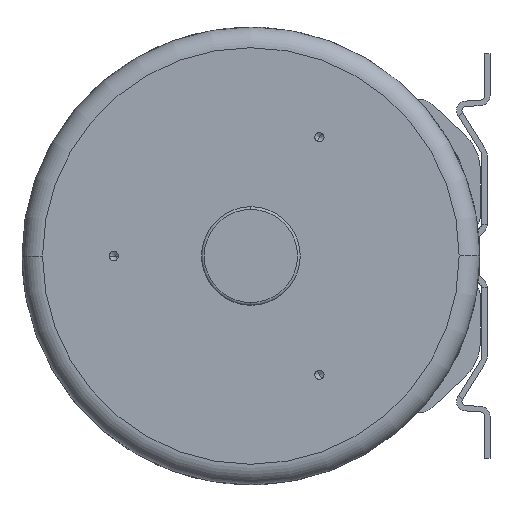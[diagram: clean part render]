
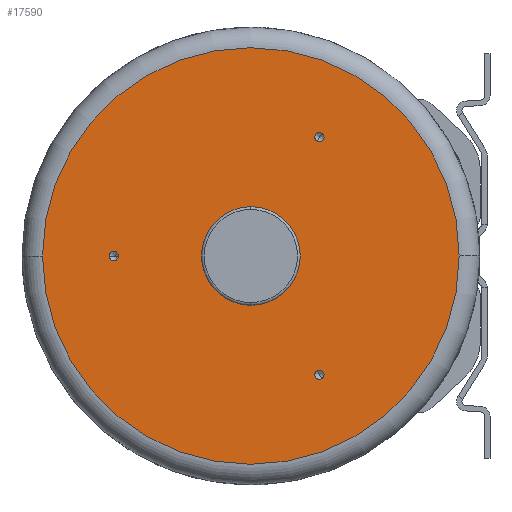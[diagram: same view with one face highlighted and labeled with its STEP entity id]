
A CAD part, left-side view. The second image highlights one B-rep face of the part: STEP entity #17590.
In plain terms, the highlighted planar face has unit normal (-1, 0, 0).
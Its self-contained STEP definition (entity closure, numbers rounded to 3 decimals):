
#6282=CARTESIAN_POINT('',(-97.,0.,0.));
#6283=DIRECTION('',(-1.,0.,0.));
#6284=DIRECTION('',(0.,0.,1.));
#6285=AXIS2_PLACEMENT_3D('',#6282,#6283,#6284);
#6287=CARTESIAN_POINT('',(-97.,0.,0.));
#6288=DIRECTION('',(-1.,0.,0.));
#6289=DIRECTION('',(0.,0.,-1.));
#6290=AXIS2_PLACEMENT_3D('',#6287,#6288,#6289);
#6292=CARTESIAN_POINT('',(-97.,100.,0.));
#6293=DIRECTION('',(-1.,0.,0.));
#6294=DIRECTION('',(0.,1.,0.));
#6295=AXIS2_PLACEMENT_3D('',#6292,#6293,#6294);
#6297=CARTESIAN_POINT('',(-97.,100.,0.));
#6298=DIRECTION('',(-1.,0.,0.));
#6299=DIRECTION('',(0.,-1.,0.));
#6300=AXIS2_PLACEMENT_3D('',#6297,#6298,#6299);
#6302=CARTESIAN_POINT('',(-97.,-50.,86.603));
#6303=DIRECTION('',(-1.,0.,0.));
#6304=DIRECTION('',(0.,-0.5,0.866));
#6305=AXIS2_PLACEMENT_3D('',#6302,#6303,#6304);
#6307=CARTESIAN_POINT('',(-97.,-50.,86.603));
#6308=DIRECTION('',(-1.,0.,0.));
#6309=DIRECTION('',(0.,0.5,-0.866));
#6310=AXIS2_PLACEMENT_3D('',#6307,#6308,#6309);
#6312=CARTESIAN_POINT('',(-97.,-50.,-86.603));
#6313=DIRECTION('',(-1.,0.,0.));
#6314=DIRECTION('',(0.,-0.5,-0.866));
#6315=AXIS2_PLACEMENT_3D('',#6312,#6313,#6314);
#6317=CARTESIAN_POINT('',(-97.,-50.,-86.603));
#6318=DIRECTION('',(-1.,0.,0.));
#6319=DIRECTION('',(0.,0.5,0.866));
#6320=AXIS2_PLACEMENT_3D('',#6317,#6318,#6319);
#6322=CARTESIAN_POINT('',(-97.,0.,0.));
#6323=DIRECTION('',(-1.,0.,0.));
#6324=DIRECTION('',(0.,1.,0.));
#6325=AXIS2_PLACEMENT_3D('',#6322,#6323,#6324);
#6327=CARTESIAN_POINT('',(-97.,0.,0.));
#6328=DIRECTION('',(-1.,0.,0.));
#6329=DIRECTION('',(0.,-1.,0.));
#6330=AXIS2_PLACEMENT_3D('',#6327,#6328,#6329);
#8081=CARTESIAN_POINT('',(-97.,103.4,0.));
#8082=CARTESIAN_POINT('',(-97.,96.6,0.));
#8083=VERTEX_POINT('',#8081);
#8084=VERTEX_POINT('',#8082);
#8091=CARTESIAN_POINT('',(-97.,-51.7,89.547));
#8092=CARTESIAN_POINT('',(-97.,-48.3,83.658));
#8093=VERTEX_POINT('',#8091);
#8094=VERTEX_POINT('',#8092);
#8101=CARTESIAN_POINT('',(-97.,-51.7,-89.547));
#8102=CARTESIAN_POINT('',(-97.,-48.3,-83.658));
#8103=VERTEX_POINT('',#8101);
#8104=VERTEX_POINT('',#8102);
#8125=CARTESIAN_POINT('',(-97.,0.,36.));
#8126=CARTESIAN_POINT('',(-97.,0.,-36.));
#8127=VERTEX_POINT('',#8125);
#8128=VERTEX_POINT('',#8126);
#8633=CARTESIAN_POINT('',(-97.,152.,0.));
#8634=CARTESIAN_POINT('',(-97.,-152.,0.));
#8635=VERTEX_POINT('',#8633);
#8636=VERTEX_POINT('',#8634);
#17556=CARTESIAN_POINT('',(-97.,0.,0.));
#17557=DIRECTION('',(1.,0.,0.));
#17558=DIRECTION('',(0.,-1.,0.));
#17559=AXIS2_PLACEMENT_3D('',#17556,#17557,#17558);
#17560=PLANE('',#17559);
#17562=ORIENTED_EDGE('',*,*,#17561,.F.);
#17563=ORIENTED_EDGE('',*,*,#17546,.F.);
#17564=EDGE_LOOP('',(#17562,#17563));
#17565=FACE_OUTER_BOUND('',#17564,.F.);
#17567=ORIENTED_EDGE('',*,*,#17566,.T.);
#17569=ORIENTED_EDGE('',*,*,#17568,.T.);
#17570=EDGE_LOOP('',(#17567,#17569));
#17571=FACE_BOUND('',#17570,.F.);
#17573=ORIENTED_EDGE('',*,*,#17572,.T.);
#17575=ORIENTED_EDGE('',*,*,#17574,.T.);
#17576=EDGE_LOOP('',(#17573,#17575));
#17577=FACE_BOUND('',#17576,.F.);
#17579=ORIENTED_EDGE('',*,*,#17578,.T.);
#17581=ORIENTED_EDGE('',*,*,#17580,.T.);
#17582=EDGE_LOOP('',(#17579,#17581));
#17583=FACE_BOUND('',#17582,.F.);
#17585=ORIENTED_EDGE('',*,*,#17584,.T.);
#17587=ORIENTED_EDGE('',*,*,#17586,.T.);
#17588=EDGE_LOOP('',(#17585,#17587));
#17589=FACE_BOUND('',#17588,.F.);
#17590=ADVANCED_FACE('',(#17565,#17571,#17577,#17583,#17589),#17560,.F.);
#6286=CIRCLE('',#6285,36.);
#6291=CIRCLE('',#6290,36.);
#6296=CIRCLE('',#6295,3.4);
#6301=CIRCLE('',#6300,3.4);
#6306=CIRCLE('',#6305,3.4);
#6311=CIRCLE('',#6310,3.4);
#6316=CIRCLE('',#6315,3.4);
#6321=CIRCLE('',#6320,3.4);
#6326=CIRCLE('',#6325,152.);
#6331=CIRCLE('',#6330,152.);
#17546=EDGE_CURVE('',#8636,#8635,#6331,.T.);
#17561=EDGE_CURVE('',#8635,#8636,#6326,.T.);
#17566=EDGE_CURVE('',#8083,#8084,#6296,.T.);
#17568=EDGE_CURVE('',#8084,#8083,#6301,.T.);
#17572=EDGE_CURVE('',#8093,#8094,#6306,.T.);
#17574=EDGE_CURVE('',#8094,#8093,#6311,.T.);
#17578=EDGE_CURVE('',#8103,#8104,#6316,.T.);
#17580=EDGE_CURVE('',#8104,#8103,#6321,.T.);
#17584=EDGE_CURVE('',#8127,#8128,#6286,.T.);
#17586=EDGE_CURVE('',#8128,#8127,#6291,.T.);
